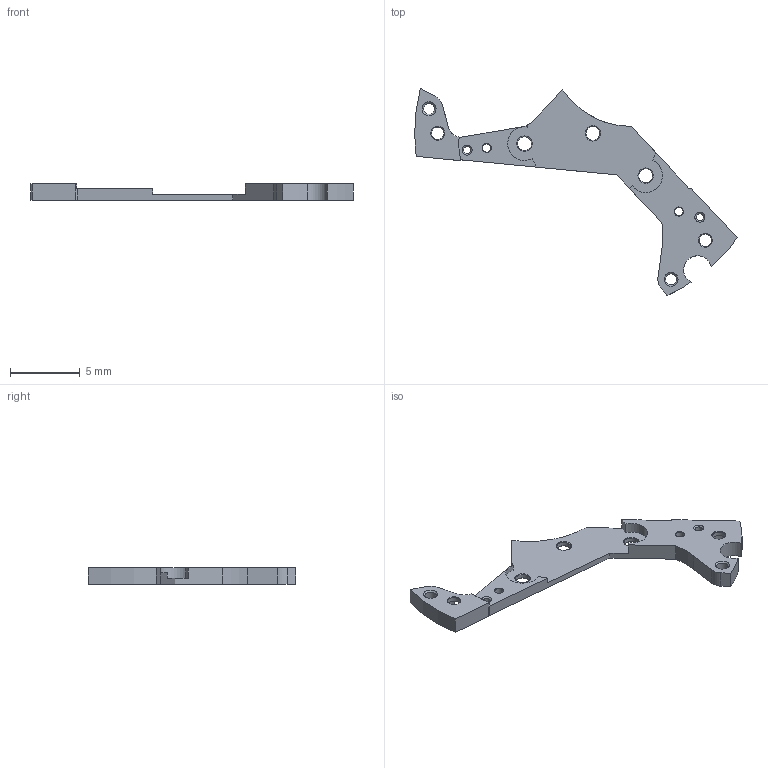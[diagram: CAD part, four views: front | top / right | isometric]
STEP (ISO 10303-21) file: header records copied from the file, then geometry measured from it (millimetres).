
FILE_DESCRIPTION(('STEP AP203'), '1');
FILE_NAME('ÀÆØ8.075.320_Ìîñò_àíãðåíàæíûé_àâòîïîäçàâîäà', '', ('UNSPECIFIED'), ('UNSPECIFIED'), 'C3D Converter', 'C3D Toolkit', '');
FILE_SCHEMA(('CONFIG_CONTROL_DESIGN'));
Length unit declared in the file: millimetre
Products named in the file (1): АЖШ8.075.320
Bounding box: 23.08 x 14.81 x 1.18 mm (x, y, z)
Volume: 63.8 mm3; surface area: 265.4 mm2
Topology: 1 solids, 1 shells, 79 faces, 215 edges, 141 vertices
Faces by surface type: cylinder 32, cone 26, plane 21
Full cylindrical faces by diameter (mm): 0.525 x2, 0.6 x2, 0.8 x2, 0.9 x2, 1 x3, 1.9 x1
Entity records: 3690 total; most frequent: CARTESIAN_POINT 1672, DIRECTION 423, ORIENTED_EDGE 356, AXIS2_PLACEMENT_3D 181, EDGE_CURVE 178, EDGE_LOOP 141, VERTEX_POINT 141, CIRCLE 101
